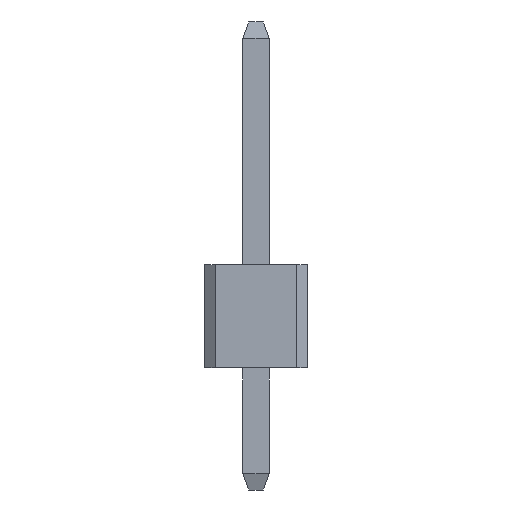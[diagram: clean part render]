
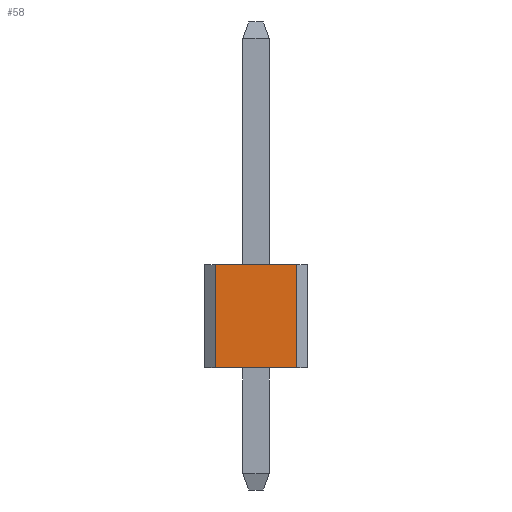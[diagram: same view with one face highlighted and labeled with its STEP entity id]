
A CAD part, front view. The second image highlights one B-rep face of the part: STEP entity #58.
In plain terms, the highlighted planar face has unit normal (0, -1, 0).
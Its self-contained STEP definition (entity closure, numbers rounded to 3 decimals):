
#14 = EDGE_CURVE ( 'NONE', #1011, #944, #910, .T. ) ;
#23 = LINE ( 'NONE', #852, #1050 ) ;
#44 = DIRECTION ( 'NONE',  ( -1., 0., 0. ) ) ;
#58 = ADVANCED_FACE ( 'NONE', ( #659 ), #902, .T. ) ;
#134 = VERTEX_POINT ( 'NONE', #1034 ) ;
#226 = DIRECTION ( 'NONE',  ( 0., 0., -1. ) ) ;
#277 = LINE ( 'NONE', #645, #990 ) ;
#397 = EDGE_CURVE ( 'NONE', #134, #1119, #862, .T. ) ;
#524 = CARTESIAN_POINT ( 'NONE',  ( -1., -1.27, 5.54 ) ) ;
#528 = DIRECTION ( 'NONE',  ( 0., 0., -1. ) ) ;
#606 = CARTESIAN_POINT ( 'NONE',  ( 1., -1.27, 5.54 ) ) ;
#645 = CARTESIAN_POINT ( 'NONE',  ( -1., -1.27, 3. ) ) ;
#659 = FACE_OUTER_BOUND ( 'NONE', #1134, .T. ) ;
#684 = ORIENTED_EDGE ( 'NONE', *, *, #943, .T. ) ;
#755 = CARTESIAN_POINT ( 'NONE',  ( -1., -1.27, 5.54 ) ) ;
#796 = VECTOR ( 'NONE', #226, 1000. ) ;
#821 = ORIENTED_EDGE ( 'NONE', *, *, #1389, .F. ) ;
#834 = CARTESIAN_POINT ( 'NONE',  ( 1., -1.27, 3. ) ) ;
#852 = CARTESIAN_POINT ( 'NONE',  ( -1., -1.27, 5.54 ) ) ;
#862 = LINE ( 'NONE', #606, #796 ) ;
#863 = DIRECTION ( 'NONE',  ( -1., 0., 0. ) ) ;
#902 = PLANE ( 'NONE',  #1157 ) ;
#910 = LINE ( 'NONE', #755, #1118 ) ;
#943 = EDGE_CURVE ( 'NONE', #134, #1011, #23, .T. ) ;
#944 = VERTEX_POINT ( 'NONE', #1330 ) ;
#984 = ORIENTED_EDGE ( 'NONE', *, *, #14, .T. ) ;
#990 = VECTOR ( 'NONE', #44, 1000. ) ;
#1011 = VERTEX_POINT ( 'NONE', #1136 ) ;
#1034 = CARTESIAN_POINT ( 'NONE',  ( 1., -1.27, 5.54 ) ) ;
#1039 = ORIENTED_EDGE ( 'NONE', *, *, #397, .F. ) ;
#1050 = VECTOR ( 'NONE', #863, 1000. ) ;
#1118 = VECTOR ( 'NONE', #1362, 1000. ) ;
#1119 = VERTEX_POINT ( 'NONE', #834 ) ;
#1134 = EDGE_LOOP ( 'NONE', ( #821, #1039, #684, #984 ) ) ;
#1136 = CARTESIAN_POINT ( 'NONE',  ( -1., -1.27, 5.54 ) ) ;
#1157 = AXIS2_PLACEMENT_3D ( 'NONE', #524, #1247, #528 ) ;
#1247 = DIRECTION ( 'NONE',  ( 0., -1., 0. ) ) ;
#1330 = CARTESIAN_POINT ( 'NONE',  ( -1., -1.27, 3. ) ) ;
#1362 = DIRECTION ( 'NONE',  ( 0., 0., -1. ) ) ;
#1389 = EDGE_CURVE ( 'NONE', #1119, #944, #277, .T. ) ;
